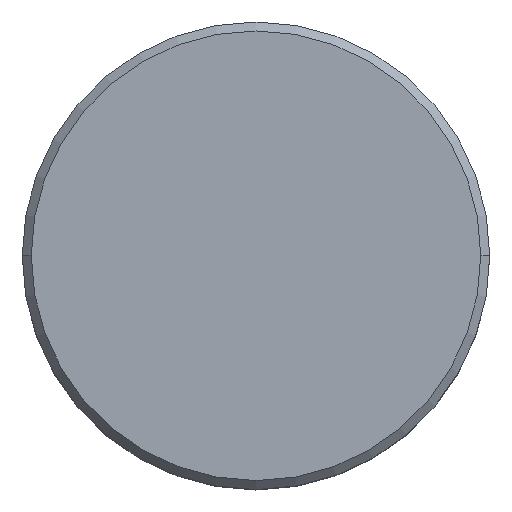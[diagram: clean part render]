
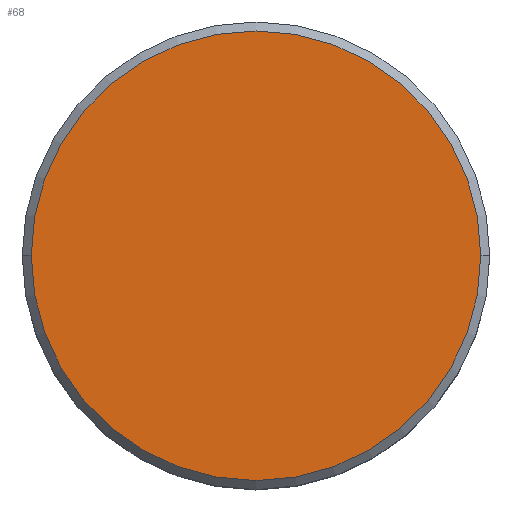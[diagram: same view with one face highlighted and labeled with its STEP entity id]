
A CAD part, top view. The second image highlights one B-rep face of the part: STEP entity #68.
In plain terms, the highlighted planar face has unit normal (0, 0, 1).
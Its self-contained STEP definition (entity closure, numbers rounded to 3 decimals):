
#1 = EDGE_CURVE ( 'NONE', #422, #241, #245, .T. ) ;
#10 = DIRECTION ( 'NONE',  ( 0., 0., 1. ) ) ;
#29 = ORIENTED_EDGE ( 'NONE', *, *, #229, .T. ) ;
#30 = DIRECTION ( 'NONE',  ( 0., 0., 1. ) ) ;
#45 = AXIS2_PLACEMENT_3D ( 'NONE', #203, #30, #171 ) ;
#55 = DIRECTION ( 'NONE',  ( 1., 0., 0. ) ) ;
#68 = ADVANCED_FACE ( 'NONE', ( #159 ), #114, .T. ) ;
#86 = CARTESIAN_POINT ( 'NONE',  ( -12.5, 0., 0. ) ) ;
#114 = PLANE ( 'NONE',  #456 ) ;
#159 = FACE_OUTER_BOUND ( 'NONE', #208, .T. ) ;
#171 = DIRECTION ( 'NONE',  ( 1., 0., 0. ) ) ;
#203 = CARTESIAN_POINT ( 'NONE',  ( 0., 0., 0. ) ) ;
#208 = EDGE_LOOP ( 'NONE', ( #29, #432 ) ) ;
#216 = DIRECTION ( 'NONE',  ( 1., 0., 0. ) ) ;
#223 = CARTESIAN_POINT ( 'NONE',  ( 0., 0., 0. ) ) ;
#229 = EDGE_CURVE ( 'NONE', #241, #422, #379, .T. ) ;
#230 = AXIS2_PLACEMENT_3D ( 'NONE', #320, #281, #216 ) ;
#241 = VERTEX_POINT ( 'NONE', #86 ) ;
#245 = CIRCLE ( 'NONE', #230, 12.5 ) ;
#281 = DIRECTION ( 'NONE',  ( 0., 0., 1. ) ) ;
#320 = CARTESIAN_POINT ( 'NONE',  ( 0., 0., 0. ) ) ;
#331 = CARTESIAN_POINT ( 'NONE',  ( 12.5, 0., 0. ) ) ;
#379 = CIRCLE ( 'NONE', #45, 12.5 ) ;
#422 = VERTEX_POINT ( 'NONE', #331 ) ;
#432 = ORIENTED_EDGE ( 'NONE', *, *, #1, .T. ) ;
#456 = AXIS2_PLACEMENT_3D ( 'NONE', #223, #10, #55 ) ;
